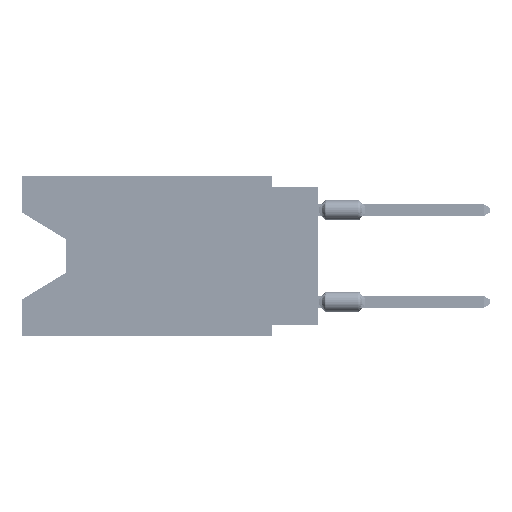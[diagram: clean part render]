
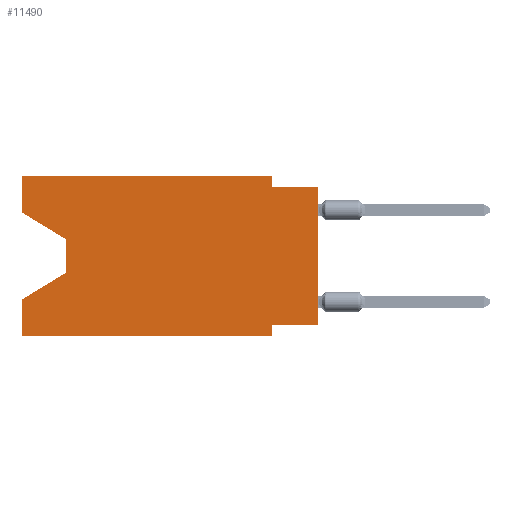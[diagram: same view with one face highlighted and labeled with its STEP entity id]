
A CAD part, left-side view. The second image highlights one B-rep face of the part: STEP entity #11490.
In plain terms, the highlighted planar face has unit normal (-1, 0, 0).
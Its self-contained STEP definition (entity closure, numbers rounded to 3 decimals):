
#1862 = VECTOR ( 'NONE', #94812, 1000. ) ;
#3232 = CARTESIAN_POINT ( 'NONE',  ( 0., 13.97, -3.505 ) ) ;
#5346 = DIRECTION ( 'NONE',  ( 0., 0., 1. ) ) ;
#7412 = VERTEX_POINT ( 'NONE', #53808 ) ;
#8279 = DIRECTION ( 'NONE',  ( 0., 0., -1. ) ) ;
#10747 = ORIENTED_EDGE ( 'NONE', *, *, #54701, .F. ) ;
#11091 = DIRECTION ( 'NONE',  ( 0., -1., 0. ) ) ;
#11490 = ADVANCED_FACE ( 'NONE', ( #33654 ), #57386, .F. ) ;
#15669 = VERTEX_POINT ( 'NONE', #90855 ) ;
#15848 = CARTESIAN_POINT ( 'NONE',  ( 0., 0., -8.255 ) ) ;
#17107 = VECTOR ( 'NONE', #75845, 1000. ) ;
#17838 = ORIENTED_EDGE ( 'NONE', *, *, #22728, .T. ) ;
#19417 = VERTEX_POINT ( 'NONE', #100055 ) ;
#19803 = ORIENTED_EDGE ( 'NONE', *, *, #85864, .F. ) ;
#21264 = CARTESIAN_POINT ( 'NONE',  ( 0., 16.383, -8.89 ) ) ;
#22728 = EDGE_CURVE ( 'NONE', #32261, #55856, #43881, .T. ) ;
#22950 = EDGE_LOOP ( 'NONE', ( #89249, #59078, #54369, #70752, #17838, #62088, #19803, #78234, #98360, #104159, #61459, #10747 ) ) ;
#23896 = LINE ( 'NONE', #15848, #31883 ) ;
#24778 = LINE ( 'NONE', #98957, #68534 ) ;
#25618 = VECTOR ( 'NONE', #5346, 1000. ) ;
#28857 = EDGE_CURVE ( 'NONE', #32261, #57982, #53937, .T. ) ;
#30226 = CARTESIAN_POINT ( 'NONE',  ( 0., 2.54, 0. ) ) ;
#31410 = VERTEX_POINT ( 'NONE', #30226 ) ;
#31876 = LINE ( 'NONE', #47483, #42449 ) ;
#31883 = VECTOR ( 'NONE', #48620, 1000. ) ;
#32261 = VERTEX_POINT ( 'NONE', #21264 ) ;
#32371 = DIRECTION ( 'NONE',  ( 0., 0.855, -0.519 ) ) ;
#32690 = CARTESIAN_POINT ( 'NONE',  ( 0., 2.54, 0. ) ) ;
#33654 = FACE_OUTER_BOUND ( 'NONE', #22950, .T. ) ;
#41008 = DIRECTION ( 'NONE',  ( 0., -1., 0. ) ) ;
#41680 = EDGE_CURVE ( 'NONE', #42113, #57982, #58179, .T. ) ;
#42113 = VERTEX_POINT ( 'NONE', #98380 ) ;
#42449 = VECTOR ( 'NONE', #41008, 1000. ) ;
#42794 = DIRECTION ( 'NONE',  ( 1., 0., 0. ) ) ;
#43881 = LINE ( 'NONE', #85834, #80641 ) ;
#46755 = CARTESIAN_POINT ( 'NONE',  ( 0., 2.54, -8.255 ) ) ;
#47483 = CARTESIAN_POINT ( 'NONE',  ( 0., 0., -0.635 ) ) ;
#48217 = CARTESIAN_POINT ( 'NONE',  ( 0., 2.54, -0.635 ) ) ;
#48586 = CARTESIAN_POINT ( 'NONE',  ( 0., 13.97, -3.505 ) ) ;
#48620 = DIRECTION ( 'NONE',  ( 0., 1., 0. ) ) ;
#49485 = CARTESIAN_POINT ( 'NONE',  ( 0., 16.383, 0. ) ) ;
#53808 = CARTESIAN_POINT ( 'NONE',  ( 0., 16.383, -2.038 ) ) ;
#53937 = LINE ( 'NONE', #101792, #1862 ) ;
#54369 = ORIENTED_EDGE ( 'NONE', *, *, #41680, .T. ) ;
#54701 = EDGE_CURVE ( 'NONE', #7412, #15669, #24778, .T. ) ;
#54871 = EDGE_CURVE ( 'NONE', #63579, #55856, #84952, .T. ) ;
#55856 = VERTEX_POINT ( 'NONE', #98726 ) ;
#55959 = VECTOR ( 'NONE', #32371, 1000. ) ;
#57386 = PLANE ( 'NONE',  #87734 ) ;
#57982 = VERTEX_POINT ( 'NONE', #82384 ) ;
#58179 = LINE ( 'NONE', #65202, #55959 ) ;
#58644 = LINE ( 'NONE', #49485, #78662 ) ;
#59078 = ORIENTED_EDGE ( 'NONE', *, *, #61280, .T. ) ;
#60244 = CARTESIAN_POINT ( 'NONE',  ( 0., 2.54, -8.89 ) ) ;
#60796 = LINE ( 'NONE', #3232, #67772 ) ;
#60902 = CARTESIAN_POINT ( 'NONE',  ( 0., 16.383, -2.038 ) ) ;
#61280 = EDGE_CURVE ( 'NONE', #82949, #42113, #60796, .T. ) ;
#61459 = ORIENTED_EDGE ( 'NONE', *, *, #70749, .F. ) ;
#62088 = ORIENTED_EDGE ( 'NONE', *, *, #54871, .F. ) ;
#62860 = EDGE_CURVE ( 'NONE', #7412, #82949, #102270, .T. ) ;
#63579 = VERTEX_POINT ( 'NONE', #46755 ) ;
#65202 = CARTESIAN_POINT ( 'NONE',  ( 0., 13.97, -5.385 ) ) ;
#65524 = DIRECTION ( 'NONE',  ( 0., 0., -1. ) ) ;
#66174 = DIRECTION ( 'NONE',  ( 0., 0., 1. ) ) ;
#66484 = CARTESIAN_POINT ( 'NONE',  ( 0., 16.383, 0. ) ) ;
#67772 = VECTOR ( 'NONE', #8279, 1000. ) ;
#68534 = VECTOR ( 'NONE', #66174, 1000. ) ;
#70425 = VERTEX_POINT ( 'NONE', #88444 ) ;
#70749 = EDGE_CURVE ( 'NONE', #15669, #31410, #58644, .T. ) ;
#70752 = ORIENTED_EDGE ( 'NONE', *, *, #28857, .F. ) ;
#74249 = DIRECTION ( 'NONE',  ( 0., -1., 0. ) ) ;
#75845 = DIRECTION ( 'NONE',  ( 0., 0., -1. ) ) ;
#78234 = ORIENTED_EDGE ( 'NONE', *, *, #88931, .T. ) ;
#78662 = VECTOR ( 'NONE', #74249, 1000. ) ;
#78860 = EDGE_CURVE ( 'NONE', #31410, #85394, #87705, .T. ) ;
#79008 = LINE ( 'NONE', #102651, #25618 ) ;
#80641 = VECTOR ( 'NONE', #11091, 1000. ) ;
#82384 = CARTESIAN_POINT ( 'NONE',  ( 0., 16.383, -6.852 ) ) ;
#82949 = VERTEX_POINT ( 'NONE', #48586 ) ;
#84952 = LINE ( 'NONE', #60244, #17107 ) ;
#85394 = VERTEX_POINT ( 'NONE', #48217 ) ;
#85834 = CARTESIAN_POINT ( 'NONE',  ( 0., 16.383, -8.89 ) ) ;
#85864 = EDGE_CURVE ( 'NONE', #70425, #63579, #23896, .T. ) ;
#87022 = EDGE_CURVE ( 'NONE', #85394, #19417, #31876, .T. ) ;
#87705 = LINE ( 'NONE', #32690, #94480 ) ;
#87734 = AXIS2_PLACEMENT_3D ( 'NONE', #66484, #42794, #99272 ) ;
#88444 = CARTESIAN_POINT ( 'NONE',  ( 0., 0., -8.255 ) ) ;
#88931 = EDGE_CURVE ( 'NONE', #70425, #19417, #79008, .T. ) ;
#89249 = ORIENTED_EDGE ( 'NONE', *, *, #62860, .T. ) ;
#90855 = CARTESIAN_POINT ( 'NONE',  ( 0., 16.383, 0. ) ) ;
#93792 = VECTOR ( 'NONE', #100666, 1000. ) ;
#94480 = VECTOR ( 'NONE', #65524, 1000. ) ;
#94812 = DIRECTION ( 'NONE',  ( 0., 0., 1. ) ) ;
#98360 = ORIENTED_EDGE ( 'NONE', *, *, #87022, .F. ) ;
#98380 = CARTESIAN_POINT ( 'NONE',  ( 0., 13.97, -5.385 ) ) ;
#98726 = CARTESIAN_POINT ( 'NONE',  ( 0., 2.54, -8.89 ) ) ;
#98957 = CARTESIAN_POINT ( 'NONE',  ( 0., 16.383, 0. ) ) ;
#99272 = DIRECTION ( 'NONE',  ( 0., 0., -1. ) ) ;
#100055 = CARTESIAN_POINT ( 'NONE',  ( 0., 0., -0.635 ) ) ;
#100666 = DIRECTION ( 'NONE',  ( 0., -0.855, -0.519 ) ) ;
#101792 = CARTESIAN_POINT ( 'NONE',  ( 0., 16.383, 0. ) ) ;
#102270 = LINE ( 'NONE', #60902, #93792 ) ;
#102651 = CARTESIAN_POINT ( 'NONE',  ( 0., 0., 0. ) ) ;
#104159 = ORIENTED_EDGE ( 'NONE', *, *, #78860, .F. ) ;
